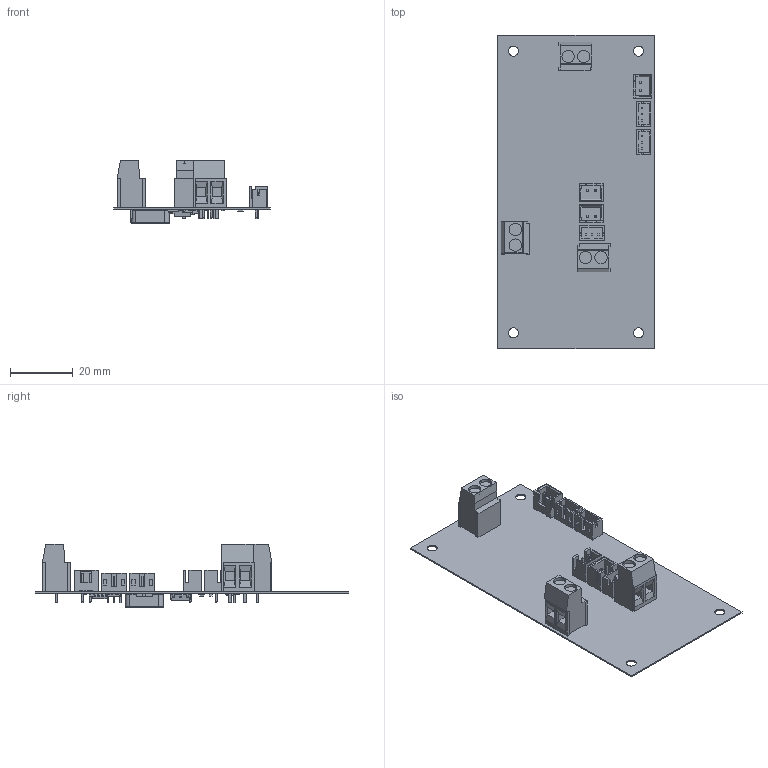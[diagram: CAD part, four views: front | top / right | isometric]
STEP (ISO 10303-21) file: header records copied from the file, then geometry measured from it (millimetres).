
FILE_DESCRIPTION(('Open CASCADE Model'),'2;1');
FILE_NAME('Open CASCADE Shape Model','2024-07-10T05:01:26',('Author'),( 'Open CASCADE'),'Open CASCADE STEP processor 7.5','Open CASCADE 7.5' ,'Unknown');
FILE_SCHEMA(('AUTOMOTIVE_DESIGN { 1 0 10303 214 1 1 1 1 }'));
Length unit declared in the file: millimetre
Products named in the file (52): PCB; Board; Open CASCADE STEP translator 7.5 1.1.1; R8; R1206; R1; X9; User Library-CWF-2; X8; X7; ˫歬 DT128V; X6; B3B-PH-K-S; X5; X4; X3; X2; X1; VT2; D-PAK; VT1; CircuitWorks-SOT-23; VD3; User Library-LED SMD0603; VD2; 86A--3DModel-STEP-56544; R7; 5495755696; Extruded; R6; R5; 7160186560; R4; R3; R2; L1; User Library-CDRH124_Sumida; DD1; User Library-SOIC-8-1; C7 ...
Assembly tree (72 placements, depth 4):
  PCB
    Board
      Open CASCADE STEP translator 7.5 1.1.1
    R8
      R1206
    R1
      R1206
    X9
      User Library-CWF-2
    X8
      User Library-CWF-2
    X7
      ˫歬 DT128V
    X6
      B3B-PH-K-S
    X5
      B3B-PH-K-S
    X4
      ˫歬 DT128V
    X3
      User Library-CWF-2
    X2
      B3B-PH-K-S
    X1
      ˫歬 DT128V
    VT2
      D-PAK
    VT1
      CircuitWorks-SOT-23
    VD3
      User Library-LED SMD0603
    VD2
      86A--3DModel-STEP-56544
    R7
      5495755696
        Extruded
    R6
      5495755696
        Extruded
    R5
      7160186560
        Extruded
    R4
      5495755696
        Extruded
    R3
      7160186560
        Extruded
    R2
      5495755696
        Extruded
    L1
      User Library-CDRH124_Sumida
    DD1
      User Library-SOIC-8-1
    C7
      User Library-Chip Cap_MLCC_1206 (3216)_D
    C6
      User Library-Chip Cap_MLCC_1206 (3216)_D
    C5
Bounding box: 50 x 100 x 20.21 mm (x, y, z)
Volume: 7088.4 mm3; surface area: 16351.6 mm2
Topology: 56 solids, 56 shells, 1954 faces, 4809 edges, 2998 vertices
Faces by surface type: plane 1274, cylinder 346, bspline 257, torus 46, sphere 31
Full cylindrical faces by diameter (mm): 0.7 x9, 1 x6, 1.5 x6, 3.2 x4
Entity records: 51389 total; most frequent: CARTESIAN_POINT 16510, ORIENTED_EDGE 6336, DIRECTION 5553, EDGE_CURVE 3168, LINE 2209, VECTOR 2209, VERTEX_POINT 1988, AXIS2_PLACEMENT_3D 1672
